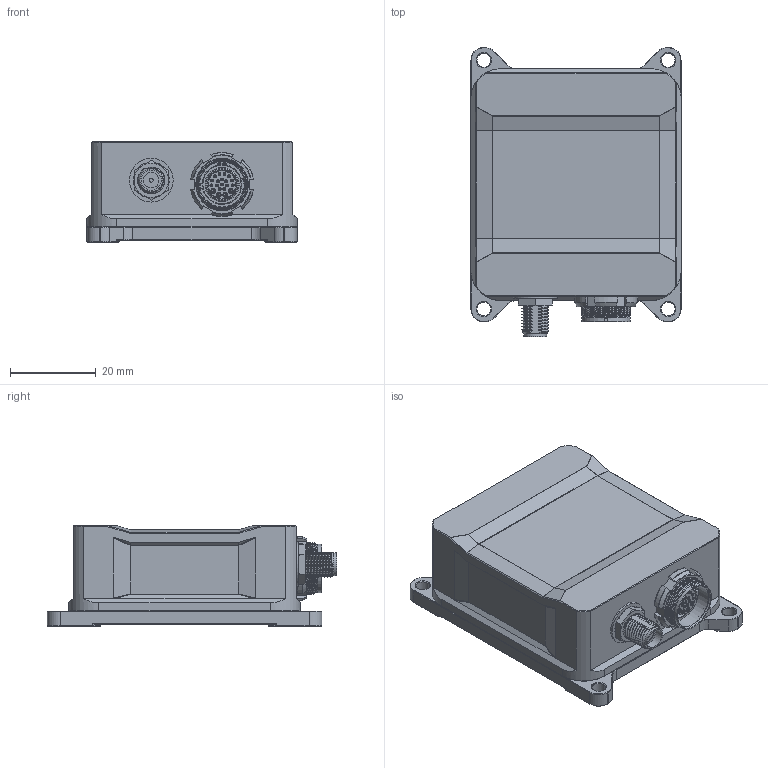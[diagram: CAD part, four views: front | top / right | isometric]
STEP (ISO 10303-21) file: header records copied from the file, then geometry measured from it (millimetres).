
FILE_DESCRIPTION(/* description */ ('','CAx-IF Rec.Pracs.---Representation and Presentation of Product Manufacturing Information (PMI)---4.0---2014-10-13'),/* implementation_level */ '2;1');
FILE_NAME(/* name */ 'Beyond12_Marts2025_3D.step',/* time_stamp */ '2025-03-20T14:47:43+01:00',/* author */ (''),/* organization */ (''),/* preprocessor_version */ 'ST-DEVELOPER v20',/* originating_system */ 'Autodesk Translation Framework v13.20.0.188',/* authorisation */ '');
FILE_SCHEMA (('AP242_MANAGED_MODEL_BASED_3D_ENGINEERING_MIM_LF { 1 0 10303 442 1 1 4 }'));
Products named in the file (19): B12_3D-Model_Q1-2025; Beyond 12; RFCT-SMA069-F78; SMA ST Bulkhead Jack1; 10.2 washer1; hex8.0 nut; o-ring; Pin; ferrule; Base; BOX; GK1W_M-P20UM00-000L; ASM0001_ASM_1_ASM; TEMP_SW_STEP_MONOBLOCK_1_ASM; TEMP_SW_STEP_MONOBLOCK_1_1; TEMP_SW_STEP_MONOBLOCK_1_2; 00057989_11; Screws; 92703A159_NO THREADS_18-8 Stainless Steel Torx Flat Head Screws
Assembly tree (21 placements, depth 6):
  B12_3D-Model_Q1-2025
    Beyond 12
      RFCT-SMA069-F78
        SMA ST Bulkhead Jack1
        10.2 washer1
        hex8.0 nut
        o-ring
        Pin
        ferrule
      Base
      BOX
      GK1W_M-P20UM00-000L
        ASM0001_ASM_1_ASM
          TEMP_SW_STEP_MONOBLOCK_1_ASM
            TEMP_SW_STEP_MONOBLOCK_1_1
            TEMP_SW_STEP_MONOBLOCK_1_2
          00057989_11
      Screws
        92703A159_NO THREADS_18-8 Stainless Steel Torx Flat Head Screws  x4
Bounding box: 49 x 67.44 x 23.5 mm (x, y, z)
Volume: 57234.7 mm3; surface area: 19726.1 mm2
Topology: 15 solids, 16 shells, 1726 faces, 4593 edges, 2897 vertices
Faces by surface type: plane 596, cylinder 508, cone 334, bspline 149, torus 135, sphere 4
Full cylindrical faces by diameter (mm): 0.3 x16, 0.33 x16, 0.4 x4, 0.45 x1, 0.5 x3, 0.6 x16, 0.64 x16, 0.7 x1, 0.75 x4, 0.78 x4, 0.795 x4, 0.8 x6, 0.92 x1, 1.06 x4, 1.12 x4, 2.2 x1, 2.3 x1, 2.5 x4, 2.6 x1, 2.7 x6, 3.1 x1, 3.2 x4, 3.6 x1, 4.7 x5, 5.3 x1, 5.586 x1, 6.35 x2, 6.4 x1, 6.5 x1, 8.92 x1
Entity records: 109371 total; most frequent: CARTESIAN_POINT 69461, ORIENTED_EDGE 8606, DIRECTION 7965, EDGE_CURVE 4303, AXIS2_PLACEMENT_3D 3068, VERTEX_POINT 2759, LINE 1829, VECTOR 1829
